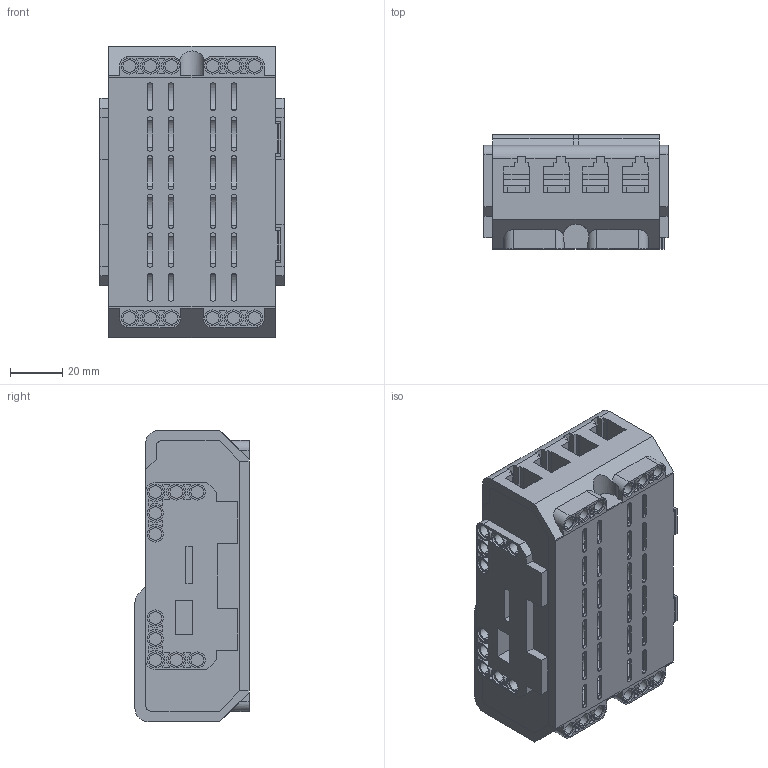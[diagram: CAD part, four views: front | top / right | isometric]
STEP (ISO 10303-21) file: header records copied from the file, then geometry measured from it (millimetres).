
FILE_DESCRIPTION (( 'STEP AP214' ), '1' );
FILE_NAME ('EV3 Brick.step', '2017-10-17T01:04:12', ( '' ), ( '' ), 'SwSTEP 2.0', 'SolidWorks 2017', '' );
FILE_SCHEMA (( 'AUTOMOTIVE_DESIGN' ));
Length unit declared in the file: millimetre
Products named in the file (1): EV3 Brick
Bounding box: 70.2 x 43.5 x 111 mm (x, y, z)
Volume: 217625.6 mm3; surface area: 61998.7 mm2
Topology: 2 solids, 2 shells, 1425 faces, 3658 edges, 2366 vertices
Faces by surface type: plane 862, cylinder 563
Entity records: 44979 total; most frequent: DIRECTION 7706, CARTESIAN_POINT 7513, ORIENTED_EDGE 7316, EDGE_CURVE 3658, AXIS2_PLACEMENT_3D 2635, LINE 2436, VECTOR 2436, VERTEX_POINT 2366
